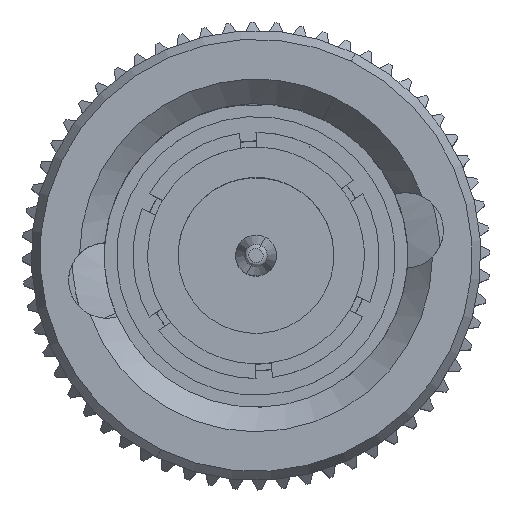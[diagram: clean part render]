
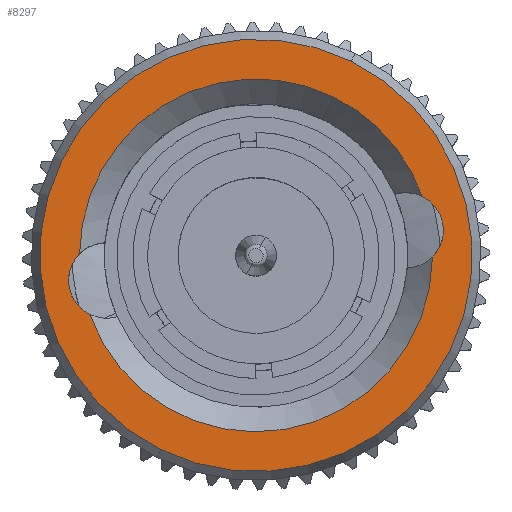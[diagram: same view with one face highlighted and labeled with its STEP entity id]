
A CAD part, top view. The second image highlights one B-rep face of the part: STEP entity #8297.
In plain terms, the highlighted face is planar.
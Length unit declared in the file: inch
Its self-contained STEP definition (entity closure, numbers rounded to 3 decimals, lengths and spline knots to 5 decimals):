
#112 = CARTESIAN_POINT ( 'NONE',  ( 0.33873, 0.15026, -0.10782 ) ) ;
#165 = VERTEX_POINT ( 'NONE', #468 ) ;
#384 = DIRECTION ( 'NONE',  ( 0., 0., 1. ) ) ;
#468 = CARTESIAN_POINT ( 'NONE',  ( 0.33873, 0., 0.21494 ) ) ;
#492 = VERTEX_POINT ( 'NONE', #16662 ) ;
#842 = CARTESIAN_POINT ( 'NONE',  ( 0.33873, 0., -0.26339 ) ) ;
#1023 = CIRCLE ( 'NONE', #12179, 0.21494 ) ;
#1085 = CARTESIAN_POINT ( 'NONE',  ( 0.33873, 0., 0. ) ) ;
#1440 = CARTESIAN_POINT ( 'NONE',  ( 0.33873, 0.1938, -0.09296 ) ) ;
#1557 = CARTESIAN_POINT ( 'NONE',  ( 0.33873, -0.1938, 0.09296 ) ) ;
#1619 = DIRECTION ( 'NONE',  ( 1., 0., 0. ) ) ;
#1985 = DIRECTION ( 'NONE',  ( -1., 0., 0. ) ) ;
#2007 = DIRECTION ( 'NONE',  ( 0., 0., -1. ) ) ;
#2237 = AXIS2_PLACEMENT_3D ( 'NONE', #3936, #13865, #6795 ) ;
#2422 = ORIENTED_EDGE ( 'NONE', *, *, #13444, .F. ) ;
#2520 = CARTESIAN_POINT ( 'NONE',  ( 0.33873, 0., 0. ) ) ;
#2561 = AXIS2_PLACEMENT_3D ( 'NONE', #4658, #1985, #7488 ) ;
#2568 = EDGE_LOOP ( 'NONE', ( #2422, #4063, #3345, #14806, #8737, #10900 ) ) ;
#2810 = EDGE_CURVE ( 'NONE', #16658, #13370, #17241, .T. ) ;
#2861 = CIRCLE ( 'NONE', #2561, 0.046 ) ;
#2978 = CARTESIAN_POINT ( 'NONE',  ( 0.33873, 0.15014, -0.15382 ) ) ;
#3207 = VERTEX_POINT ( 'NONE', #6484 ) ;
#3345 = ORIENTED_EDGE ( 'NONE', *, *, #7108, .T. ) ;
#3472 = EDGE_CURVE ( 'NONE', #16658, #3207, #8449, .T. ) ;
#3936 = CARTESIAN_POINT ( 'NONE',  ( 0.33873, 0., -0.26339 ) ) ;
#4020 = FACE_OUTER_BOUND ( 'NONE', #11090, .T. ) ;
#4063 = ORIENTED_EDGE ( 'NONE', *, *, #14864, .T. ) ;
#4349 = CARTESIAN_POINT ( 'NONE',  ( 0.33873, 0., 0.26339 ) ) ;
#4535 = DIRECTION ( 'NONE',  ( 0., 0., 1. ) ) ;
#4658 = CARTESIAN_POINT ( 'NONE',  ( 0.33873, -0.15026, 0.10782 ) ) ;
#5118 = VERTEX_POINT ( 'NONE', #842 ) ;
#5223 = PLANE ( 'NONE',  #2237 ) ;
#5725 = DIRECTION ( 'NONE',  ( -1., 0., 0. ) ) ;
#5834 = CIRCLE ( 'NONE', #13436, 0.046 ) ;
#6378 = ORIENTED_EDGE ( 'NONE', *, *, #10288, .T. ) ;
#6478 = DIRECTION ( 'NONE',  ( 0., 0., 1. ) ) ;
#6484 = CARTESIAN_POINT ( 'NONE',  ( 0.33873, -0.15026, 0.15382 ) ) ;
#6795 = DIRECTION ( 'NONE',  ( 0., 0., -1. ) ) ;
#7108 = EDGE_CURVE ( 'NONE', #165, #492, #12030, .T. ) ;
#7202 = DIRECTION ( 'NONE',  ( -1., 0., 0. ) ) ;
#7302 = CARTESIAN_POINT ( 'NONE',  ( 0.33873, 0., 0. ) ) ;
#7401 = VERTEX_POINT ( 'NONE', #4349 ) ;
#7488 = DIRECTION ( 'NONE',  ( 0., 0., -1. ) ) ;
#7900 = AXIS2_PLACEMENT_3D ( 'NONE', #7302, #1619, #18171 ) ;
#8026 = DIRECTION ( 'NONE',  ( -1., 0., 0. ) ) ;
#8149 = AXIS2_PLACEMENT_3D ( 'NONE', #10891, #8026, #13639 ) ;
#8297 = ADVANCED_FACE ( 'NONE', ( #4020, #16266 ), #5223, .F. ) ;
#8428 = CIRCLE ( 'NONE', #12535, 0.26339 ) ;
#8449 = CIRCLE ( 'NONE', #8149, 0.046 ) ;
#8737 = ORIENTED_EDGE ( 'NONE', *, *, #3472, .F. ) ;
#9528 = DIRECTION ( 'NONE',  ( 0., 0., -1. ) ) ;
#10288 = EDGE_CURVE ( 'NONE', #5118, #7401, #10743, .T. ) ;
#10717 = EDGE_CURVE ( 'NONE', #3207, #492, #2861, .T. ) ;
#10743 = CIRCLE ( 'NONE', #13108, 0.26339 ) ;
#10891 = CARTESIAN_POINT ( 'NONE',  ( 0.33873, -0.15026, 0.10782 ) ) ;
#10900 = ORIENTED_EDGE ( 'NONE', *, *, #2810, .T. ) ;
#11008 = DIRECTION ( 'NONE',  ( 1., 0., 0. ) ) ;
#11090 = EDGE_LOOP ( 'NONE', ( #6378, #14580 ) ) ;
#11757 = CARTESIAN_POINT ( 'NONE',  ( 0.33873, 0., 0. ) ) ;
#11982 = DIRECTION ( 'NONE',  ( -1., 0., 0. ) ) ;
#12030 = CIRCLE ( 'NONE', #7900, 0.21494 ) ;
#12179 = AXIS2_PLACEMENT_3D ( 'NONE', #1085, #11008, #9528 ) ;
#12535 = AXIS2_PLACEMENT_3D ( 'NONE', #2520, #7202, #4535 ) ;
#12885 = VERTEX_POINT ( 'NONE', #1440 ) ;
#13108 = AXIS2_PLACEMENT_3D ( 'NONE', #14826, #11982, #6478 ) ;
#13370 = VERTEX_POINT ( 'NONE', #2978 ) ;
#13436 = AXIS2_PLACEMENT_3D ( 'NONE', #112, #5725, #384 ) ;
#13444 = EDGE_CURVE ( 'NONE', #12885, #13370, #5834, .T. ) ;
#13639 = DIRECTION ( 'NONE',  ( 0., 0., -1. ) ) ;
#13865 = DIRECTION ( 'NONE',  ( 1., 0., 0. ) ) ;
#14580 = ORIENTED_EDGE ( 'NONE', *, *, #15852, .T. ) ;
#14582 = AXIS2_PLACEMENT_3D ( 'NONE', #11757, #17372, #2007 ) ;
#14806 = ORIENTED_EDGE ( 'NONE', *, *, #10717, .F. ) ;
#14826 = CARTESIAN_POINT ( 'NONE',  ( 0.33873, 0., 0. ) ) ;
#14864 = EDGE_CURVE ( 'NONE', #12885, #165, #1023, .T. ) ;
#15852 = EDGE_CURVE ( 'NONE', #7401, #5118, #8428, .T. ) ;
#16266 = FACE_BOUND ( 'NONE', #2568, .T. ) ;
#16658 = VERTEX_POINT ( 'NONE', #1557 ) ;
#16662 = CARTESIAN_POINT ( 'NONE',  ( 0.33873, -0.15014, 0.15382 ) ) ;
#17241 = CIRCLE ( 'NONE', #14582, 0.21494 ) ;
#17372 = DIRECTION ( 'NONE',  ( 1., 0., 0. ) ) ;
#18171 = DIRECTION ( 'NONE',  ( 0., 0., -1. ) ) ;
